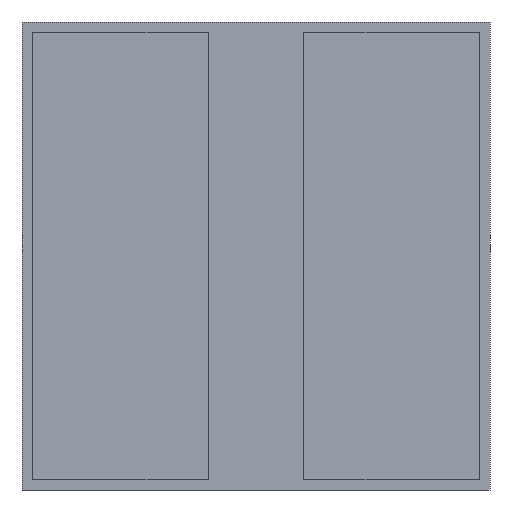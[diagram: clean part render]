
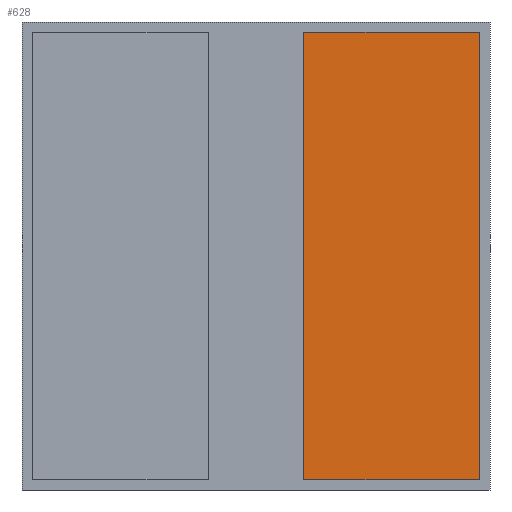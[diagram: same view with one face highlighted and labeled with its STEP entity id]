
A CAD part, front view. The second image highlights one B-rep face of the part: STEP entity #628.
In plain terms, the highlighted planar face has unit normal (0, -1, 0).
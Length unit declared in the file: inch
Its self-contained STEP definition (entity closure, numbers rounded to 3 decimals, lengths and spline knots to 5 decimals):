
#193=DIRECTION('',(0.,0.,-1.));
#194=VECTOR('',#193,0.15);
#195=CARTESIAN_POINT('',(0.016,-0.005,0.075));
#196=LINE('',#195,#194);
#197=DIRECTION('',(-1.,0.,0.));
#198=VECTOR('',#197,0.059);
#199=CARTESIAN_POINT('',(0.075,-0.005,0.075));
#200=LINE('',#199,#198);
#201=DIRECTION('',(0.,0.,1.));
#202=VECTOR('',#201,0.15);
#203=CARTESIAN_POINT('',(0.075,-0.005,-0.075));
#204=LINE('',#203,#202);
#205=DIRECTION('',(1.,0.,0.));
#206=VECTOR('',#205,0.059);
#207=CARTESIAN_POINT('',(0.016,-0.005,-0.075));
#208=LINE('',#207,#206);
#289=CARTESIAN_POINT('',(0.016,-0.005,0.075));
#290=CARTESIAN_POINT('',(0.016,-0.005,-0.075));
#291=VERTEX_POINT('',#289);
#292=VERTEX_POINT('',#290);
#293=CARTESIAN_POINT('',(0.075,-0.005,-0.075));
#294=VERTEX_POINT('',#293);
#295=CARTESIAN_POINT('',(0.075,-0.005,0.075));
#296=VERTEX_POINT('',#295);
#617=CARTESIAN_POINT('',(0.,-0.005,0.));
#618=DIRECTION('',(0.,-1.,0.));
#619=DIRECTION('',(1.,0.,0.));
#620=AXIS2_PLACEMENT_3D('',#617,#618,#619);
#621=PLANE('',#620);
#622=ORIENTED_EDGE('',*,*,#569,.F.);
#623=ORIENTED_EDGE('',*,*,#584,.F.);
#624=ORIENTED_EDGE('',*,*,#598,.F.);
#625=ORIENTED_EDGE('',*,*,#611,.F.);
#626=EDGE_LOOP('',(#622,#623,#624,#625));
#627=FACE_OUTER_BOUND('',#626,.F.);
#628=ADVANCED_FACE('',(#627),#621,.T.);
#569=EDGE_CURVE('',#291,#292,#196,.T.);
#584=EDGE_CURVE('',#296,#291,#200,.T.);
#598=EDGE_CURVE('',#294,#296,#204,.T.);
#611=EDGE_CURVE('',#292,#294,#208,.T.);
